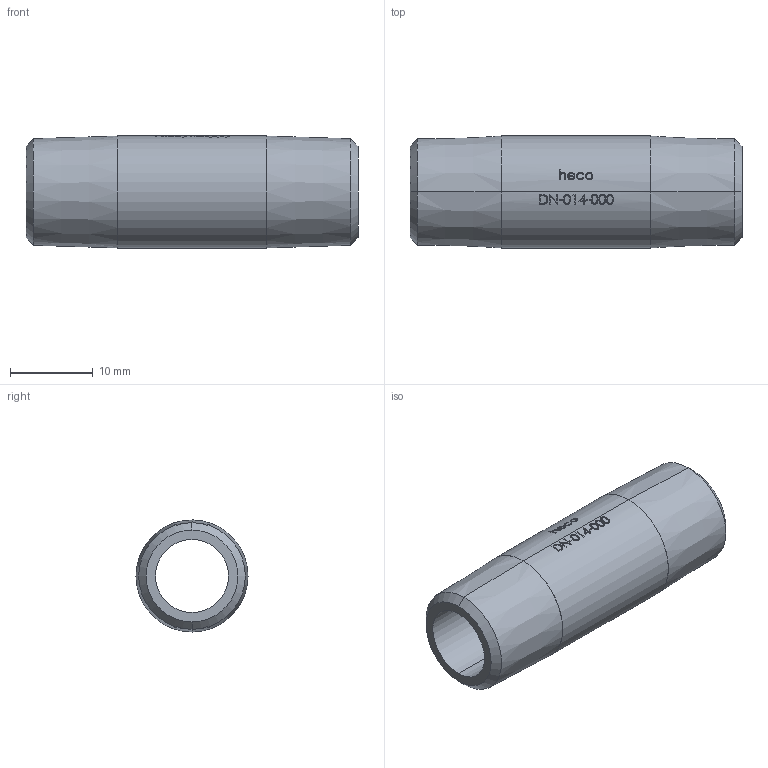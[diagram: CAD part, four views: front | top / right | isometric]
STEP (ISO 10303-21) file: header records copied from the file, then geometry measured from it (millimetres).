
FILE_DESCRIPTION (( 'STEP AP214' ), '1' );
FILE_NAME ('DN-014-000-x Doppelnippel heco.STEP', '2018-05-22T07:00:31', ( '' ), ( '' ), 'SwSTEP 2.0', 'SolidWorks 2016', '' );
FILE_SCHEMA (( 'AUTOMOTIVE_DESIGN' ));
Length unit declared in the file: millimetre
Products named in the file (1): DN-014-000-x Doppelnippel heco
Bounding box: 40 x 13.5 x 13.5 mm (x, y, z)
Volume: 3093.1 mm3; surface area: 2874.2 mm2
Topology: 1 solids, 1 shells, 172 faces, 434 edges, 288 vertices
Faces by surface type: bspline 86, plane 52, cylinder 26, cone 8
Entity records: 14173 total; most frequent: CARTESIAN_POINT 9088, ORIENTED_EDGE 868, EDGE_CURVE 434, DIRECTION 403, VERTEX_POINT 288, B_SPLINE_CURVE_WITH_KNOTS 269, EDGE_LOOP 198, FACE_OUTER_BOUND 172
